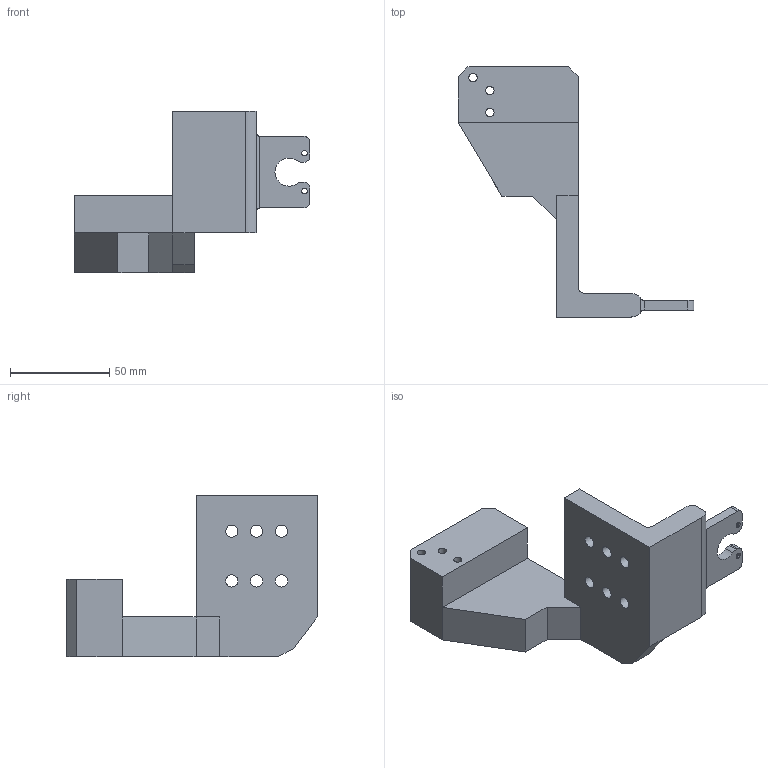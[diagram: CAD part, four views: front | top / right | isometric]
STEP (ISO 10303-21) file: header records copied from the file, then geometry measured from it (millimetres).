
FILE_DESCRIPTION(/* description */ ('STEP AP203'),/* implementation_level */ '2;1');
FILE_NAME(/* name */ 'Headplate for current headclamp MT1M (Symmetric).stp',/* time_stamp */ '2020-09-09T14:47:51+01:00',/* author */ ('ferrerx'),/* organization */ (''),/* preprocessor_version */ 'ST-DEVELOPER v18',/* originating_system */ 'Autodesk Inventor 2020',/* authorisation */ '');
FILE_SCHEMA (('AUTOMOTIVE_DESIGN { 1 0 10303 214 3 1 1 }'));
Length unit declared in the file: millimetre
Products named in the file (1): Headplate for current headclamp MT1M (Symmetric)
Bounding box: 118.6 x 125.96 x 81.2 mm (x, y, z)
Volume: 176284.5 mm3; surface area: 36386.4 mm2
Topology: 1 solids, 1 shells, 85 faces, 256 edges, 179 vertices
Faces by surface type: plane 46, cylinder 37, bspline 2
Full cylindrical faces by diameter (mm): 2.8 x4, 4.2 x3, 6.1 x6, 7.1 x3, 7.166 x1, 7.208 x1, 7.294 x1
Entity records: 3154 total; most frequent: CARTESIAN_POINT 661, DIRECTION 515, ORIENTED_EDGE 512, EDGE_CURVE 256, AXIS2_PLACEMENT_3D 187, VERTEX_POINT 179, LINE 141, VECTOR 141
